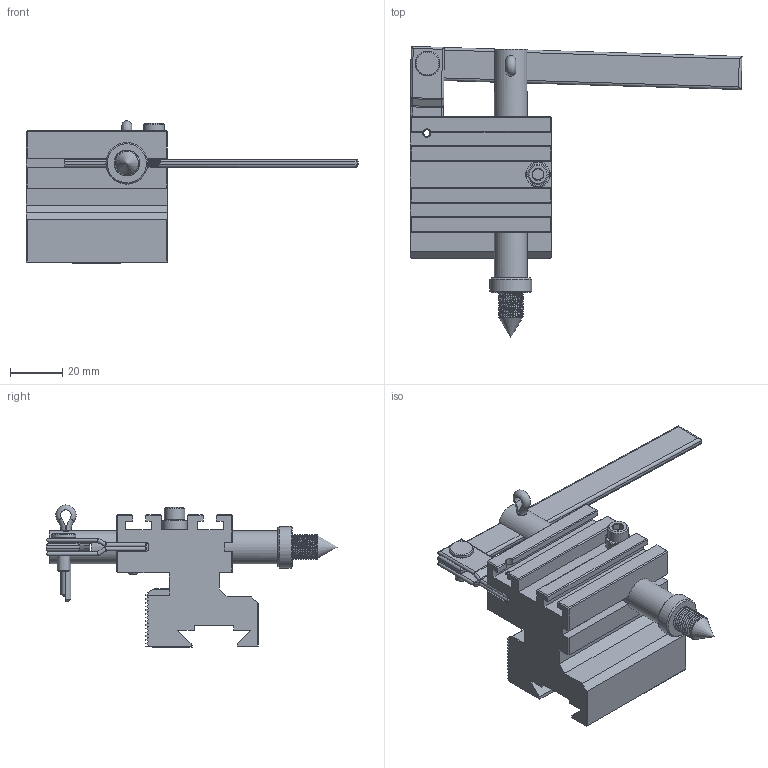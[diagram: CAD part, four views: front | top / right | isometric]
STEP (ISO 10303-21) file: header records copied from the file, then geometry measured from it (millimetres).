
FILE_DESCRIPTION(/* description */ (''),/* implementation_level */ '2;1');
FILE_NAME(/* name */ 'Taig Tailstock v19.step',/* time_stamp */ '2023-01-19T05:40:29-07:00',/* author */ (''),/* organization */ (''),/* preprocessor_version */ 'ST-DEVELOPER v19.2',/* originating_system */ 'Autodesk Translation Framework v11.17.0.187',/* authorisation */ '');
FILE_SCHEMA (('AUTOMOTIVE_DESIGN { 1 0 10303 214 3 1 1 }'));
Length unit declared in the file: inch
Products named in the file (13): Taig Tailstock; Tailstock Block; Linkage; Handle; Mandrel; Brass Ring; Center Point; Clamp; Socket Head Cap Screw; Spacer; Cotter Pin; Pin; Rolled Pin
Assembly tree (14 placements, depth 2):
  Taig Tailstock
    Tailstock Block
    Linkage  x2
    Handle
    Mandrel
    Brass Ring
    Center Point
    Clamp
    Socket Head Cap Screw  x2
    Spacer
    Cotter Pin
    Pin
    Rolled Pin
Bounding box: 127.32 x 111.61 x 54.53 mm (x, y, z)
Volume: 97417.4 mm3; surface area: 42397.5 mm2
Topology: 14 solids, 14 shells, 590 faces, 1550 edges, 987 vertices
Faces by surface type: plane 342, cylinder 193, cone 28, bspline 14, sphere 8, torus 5
Full cylindrical faces by diameter (mm): 3.175 x7, 3.795 x46, 3.823 x2, 4.762 x4, 4.775 x1, 4.826 x47, 5.588 x2, 7.925 x2, 8.585 x1, 8.758 x9, 9.525 x2, 9.794 x10, 12.7 x1, 16.002 x1
Entity records: 22332 total; most frequent: CARTESIAN_POINT 9960, ORIENTED_EDGE 2586, DIRECTION 2323, EDGE_CURVE 1293, LINE 945, VECTOR 945, VERTEX_POINT 833, AXIS2_PLACEMENT_3D 689
